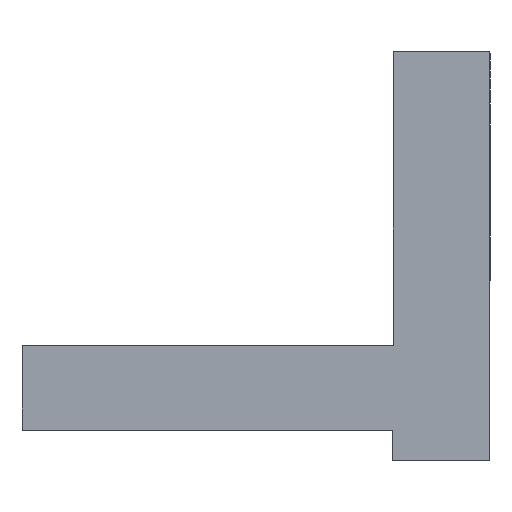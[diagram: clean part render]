
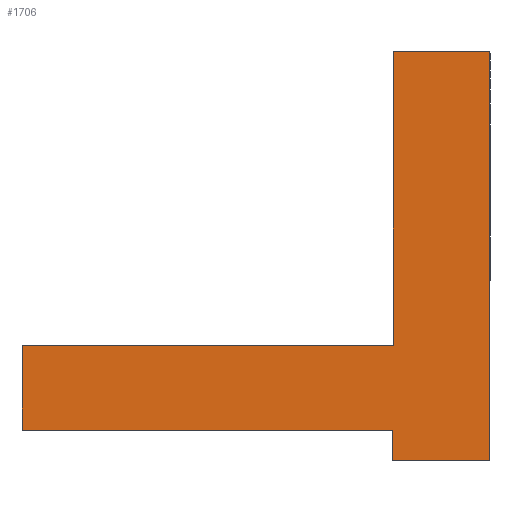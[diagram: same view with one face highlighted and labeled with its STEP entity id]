
A CAD part, left-side view. The second image highlights one B-rep face of the part: STEP entity #1706.
In plain terms, the highlighted planar face has unit normal (-1, 0, 0).
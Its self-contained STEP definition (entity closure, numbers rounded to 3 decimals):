
#39 = VECTOR ( 'NONE', #1007, 1000. ) ;
#120 = VERTEX_POINT ( 'NONE', #1457 ) ;
#129 = DIRECTION ( 'NONE',  ( 1., 0., 0. ) ) ;
#158 = LINE ( 'NONE', #683, #1389 ) ;
#176 = EDGE_CURVE ( 'NONE', #353, #537, #508, .T. ) ;
#203 = EDGE_CURVE ( 'NONE', #502, #353, #458, .T. ) ;
#221 = VECTOR ( 'NONE', #1989, 1000. ) ;
#267 = EDGE_CURVE ( 'NONE', #984, #502, #158, .T. ) ;
#353 = VERTEX_POINT ( 'NONE', #1388 ) ;
#358 = CARTESIAN_POINT ( 'NONE',  ( 0., 16., -65.39 ) ) ;
#363 = ORIENTED_EDGE ( 'NONE', *, *, #1134, .F. ) ;
#384 = VECTOR ( 'NONE', #830, 1000. ) ;
#418 = DIRECTION ( 'NONE',  ( 0., -1., 0. ) ) ;
#450 = VECTOR ( 'NONE', #711, 1000. ) ;
#458 = LINE ( 'NONE', #1962, #39 ) ;
#480 = LINE ( 'NONE', #358, #1948 ) ;
#502 = VERTEX_POINT ( 'NONE', #599 ) ;
#508 = LINE ( 'NONE', #1464, #384 ) ;
#522 = VERTEX_POINT ( 'NONE', #769 ) ;
#537 = VERTEX_POINT ( 'NONE', #761 ) ;
#555 = VECTOR ( 'NONE', #1367, 1000. ) ;
#599 = CARTESIAN_POINT ( 'NONE',  ( 0., 77.2, -46.39 ) ) ;
#600 = ORIENTED_EDGE ( 'NONE', *, *, #725, .F. ) ;
#623 = LINE ( 'NONE', #1376, #1201 ) ;
#653 = ORIENTED_EDGE ( 'NONE', *, *, #176, .F. ) ;
#658 = AXIS2_PLACEMENT_3D ( 'NONE', #1720, #129, #1892 ) ;
#683 = CARTESIAN_POINT ( 'NONE',  ( 0., 77.2, -60.39 ) ) ;
#707 = ORIENTED_EDGE ( 'NONE', *, *, #1923, .F. ) ;
#711 = DIRECTION ( 'NONE',  ( 0., 0., -1. ) ) ;
#725 = EDGE_CURVE ( 'NONE', #522, #120, #480, .T. ) ;
#761 = CARTESIAN_POINT ( 'NONE',  ( 0., 16., 2.09 ) ) ;
#769 = CARTESIAN_POINT ( 'NONE',  ( 0., 0., -65.39 ) ) ;
#778 = CARTESIAN_POINT ( 'NONE',  ( 0., 77.2, -60.39 ) ) ;
#804 = CARTESIAN_POINT ( 'NONE',  ( 0., 0., 2.09 ) ) ;
#830 = DIRECTION ( 'NONE',  ( 0., 0., 1. ) ) ;
#848 = DIRECTION ( 'NONE',  ( 0., 0., 1. ) ) ;
#883 = ORIENTED_EDGE ( 'NONE', *, *, #1676, .F. ) ;
#899 = CARTESIAN_POINT ( 'NONE',  ( 0., 16., -60.39 ) ) ;
#947 = EDGE_LOOP ( 'NONE', ( #883, #363, #600, #707, #2016, #653, #1874, #2060 ) ) ;
#984 = VERTEX_POINT ( 'NONE', #778 ) ;
#1007 = DIRECTION ( 'NONE',  ( 0., -1., 0. ) ) ;
#1029 = DIRECTION ( 'NONE',  ( 0., 1., 0. ) ) ;
#1134 = EDGE_CURVE ( 'NONE', #120, #1615, #1830, .T. ) ;
#1201 = VECTOR ( 'NONE', #418, 1000. ) ;
#1291 = VERTEX_POINT ( 'NONE', #804 ) ;
#1295 = FACE_OUTER_BOUND ( 'NONE', #947, .T. ) ;
#1367 = DIRECTION ( 'NONE',  ( 0., 0., 1. ) ) ;
#1376 = CARTESIAN_POINT ( 'NONE',  ( 0., 16., 2.09 ) ) ;
#1388 = CARTESIAN_POINT ( 'NONE',  ( 0., 16., -46.39 ) ) ;
#1389 = VECTOR ( 'NONE', #848, 1000. ) ;
#1401 = PLANE ( 'NONE',  #658 ) ;
#1457 = CARTESIAN_POINT ( 'NONE',  ( 0., 16.1, -65.39 ) ) ;
#1464 = CARTESIAN_POINT ( 'NONE',  ( 0., 16., -46.39 ) ) ;
#1517 = CARTESIAN_POINT ( 'NONE',  ( 0., 16.1, -60.39 ) ) ;
#1578 = EDGE_CURVE ( 'NONE', #537, #1291, #623, .T. ) ;
#1615 = VERTEX_POINT ( 'NONE', #2018 ) ;
#1676 = EDGE_CURVE ( 'NONE', #1615, #984, #1705, .T. ) ;
#1705 = LINE ( 'NONE', #899, #221 ) ;
#1706 = ADVANCED_FACE ( 'NONE', ( #1295 ), #1401, .F. ) ;
#1720 = CARTESIAN_POINT ( 'NONE',  ( 0., 0., 0. ) ) ;
#1809 = CARTESIAN_POINT ( 'NONE',  ( 0., 0., -60.39 ) ) ;
#1830 = LINE ( 'NONE', #1517, #555 ) ;
#1874 = ORIENTED_EDGE ( 'NONE', *, *, #203, .F. ) ;
#1881 = LINE ( 'NONE', #1809, #450 ) ;
#1892 = DIRECTION ( 'NONE',  ( 0., 0., -1. ) ) ;
#1923 = EDGE_CURVE ( 'NONE', #1291, #522, #1881, .T. ) ;
#1948 = VECTOR ( 'NONE', #1029, 1000. ) ;
#1962 = CARTESIAN_POINT ( 'NONE',  ( 0., 77.2, -46.39 ) ) ;
#1989 = DIRECTION ( 'NONE',  ( 0., 1., 0. ) ) ;
#2016 = ORIENTED_EDGE ( 'NONE', *, *, #1578, .F. ) ;
#2018 = CARTESIAN_POINT ( 'NONE',  ( 0., 16.1, -60.39 ) ) ;
#2060 = ORIENTED_EDGE ( 'NONE', *, *, #267, .F. ) ;
